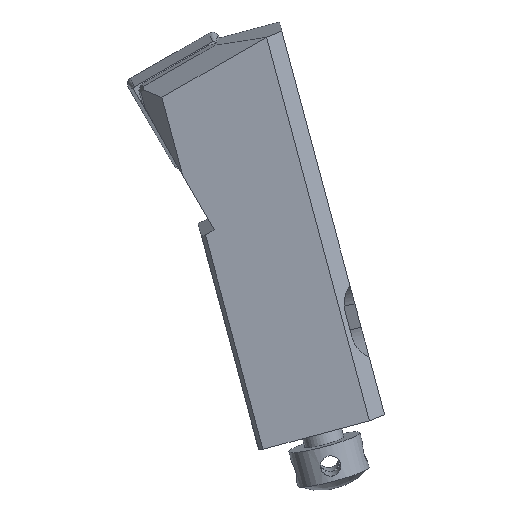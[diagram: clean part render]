
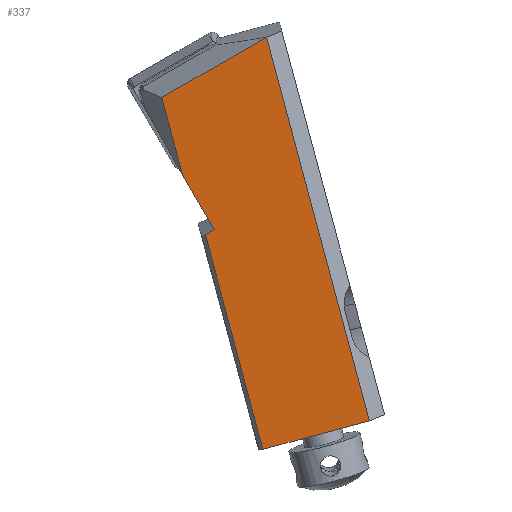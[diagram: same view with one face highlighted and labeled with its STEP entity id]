
A CAD part, top view. The second image highlights one B-rep face of the part: STEP entity #337.
In plain terms, the highlighted face is planar.
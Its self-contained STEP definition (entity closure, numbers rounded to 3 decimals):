
#23=LINE('',#1641,#112);
#24=LINE('',#1644,#113);
#25=LINE('',#1646,#114);
#26=LINE('',#1648,#115);
#27=LINE('',#1650,#116);
#28=LINE('',#1652,#117);
#29=LINE('',#1654,#118);
#30=LINE('',#1656,#119);
#112=VECTOR('',#1107,1.);
#113=VECTOR('',#1108,1.);
#114=VECTOR('',#1109,1.);
#115=VECTOR('',#1110,1.);
#116=VECTOR('',#1111,1.);
#117=VECTOR('',#1112,1.);
#118=VECTOR('',#1113,1.);
#119=VECTOR('',#1114,1.);
#227=PLANE('',#997);
#261=FACE_OUTER_BOUND('',#412,.T.);
#337=ADVANCED_FACE('',(#261),#227,.F.);
#412=EDGE_LOOP('',(#485,#486,#487,#488,#489,#490,#491,#492));
#485=ORIENTED_EDGE('',*,*,#712,.F.);
#486=ORIENTED_EDGE('',*,*,#713,.T.);
#487=ORIENTED_EDGE('',*,*,#714,.F.);
#488=ORIENTED_EDGE('',*,*,#715,.F.);
#489=ORIENTED_EDGE('',*,*,#716,.F.);
#490=ORIENTED_EDGE('',*,*,#717,.T.);
#491=ORIENTED_EDGE('',*,*,#718,.T.);
#492=ORIENTED_EDGE('',*,*,#719,.F.);
#712=EDGE_CURVE('',#884,#885,#23,.T.);
#713=EDGE_CURVE('',#884,#886,#24,.T.);
#714=EDGE_CURVE('',#887,#886,#25,.T.);
#715=EDGE_CURVE('',#888,#887,#26,.T.);
#716=EDGE_CURVE('',#889,#888,#27,.T.);
#717=EDGE_CURVE('',#889,#890,#28,.T.);
#718=EDGE_CURVE('',#890,#891,#29,.T.);
#719=EDGE_CURVE('',#885,#891,#30,.T.);
#884=VERTEX_POINT('',#1642);
#885=VERTEX_POINT('',#1643);
#886=VERTEX_POINT('',#1645);
#887=VERTEX_POINT('',#1647);
#888=VERTEX_POINT('',#1649);
#889=VERTEX_POINT('',#1651);
#890=VERTEX_POINT('',#1653);
#891=VERTEX_POINT('',#1655);
#997=AXIS2_PLACEMENT_3D('',#1657,#1115,#1116);
#1107=DIRECTION('',(0.259,0.,-0.966));
#1108=DIRECTION('',(0.966,0.,0.259));
#1109=DIRECTION('',(0.,0.,-1.));
#1110=DIRECTION('',(1.,0.,0.));
#1111=DIRECTION('',(0.,0.,1.));
#1112=DIRECTION('',(1.,0.,0.));
#1113=DIRECTION('',(0.966,0.,0.259));
#1114=DIRECTION('',(0.,0.,-1.));
#1115=DIRECTION('',(0.,1.,0.));
#1116=DIRECTION('',(1.,0.,0.));
#1641=CARTESIAN_POINT('',(31.421,0.,-91.581));
#1642=CARTESIAN_POINT('',(14.308,0.,-27.717));
#1643=CARTESIAN_POINT('',(16.31,0.,-35.188));
#1644=CARTESIAN_POINT('',(-17.112,0.,-36.136));
#1645=CARTESIAN_POINT('',(15.5,0.,-27.398));
#1646=CARTESIAN_POINT('',(15.5,0.,-28.));
#1647=CARTESIAN_POINT('',(15.5,0.,0.));
#1648=CARTESIAN_POINT('',(0.,0.,0.));
#1649=CARTESIAN_POINT('',(2.,0.,0.));
#1650=CARTESIAN_POINT('',(2.,0.,-100.));
#1651=CARTESIAN_POINT('',(2.,0.,-49.));
#1652=CARTESIAN_POINT('',(0.,0.,-49.));
#1653=CARTESIAN_POINT('',(2.025,0.,-49.));
#1654=CARTESIAN_POINT('',(-12.614,0.,-52.923));
#1655=CARTESIAN_POINT('',(16.31,0.,-45.172));
#1656=CARTESIAN_POINT('',(16.31,0.,-100.));
#1657=CARTESIAN_POINT('',(0.,0.,-100.));
